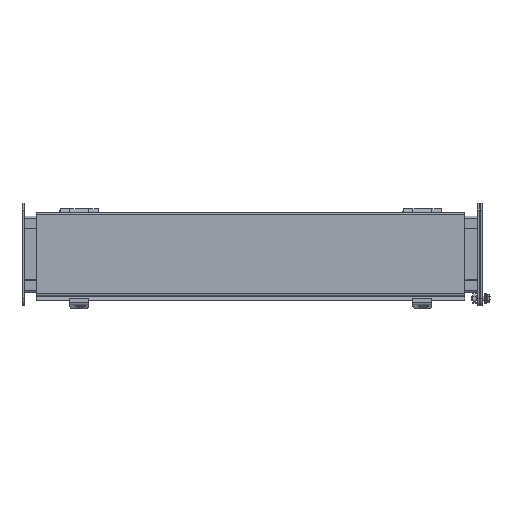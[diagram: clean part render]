
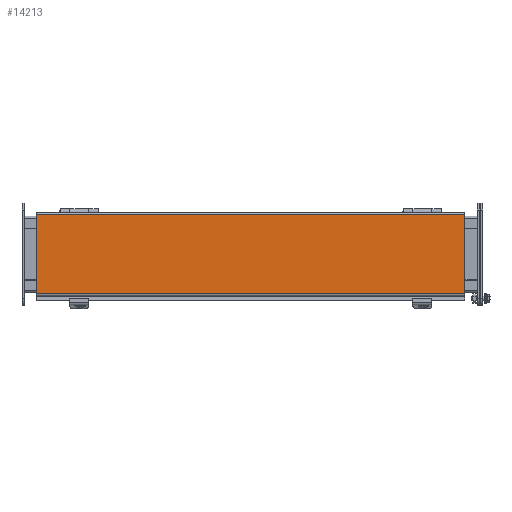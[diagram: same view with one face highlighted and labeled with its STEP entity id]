
A CAD part, top view. The second image highlights one B-rep face of the part: STEP entity #14213.
In plain terms, the highlighted planar face has unit normal (0, 0, 1).
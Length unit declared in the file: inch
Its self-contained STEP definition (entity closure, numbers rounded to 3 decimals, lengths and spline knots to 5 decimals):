
#212 = CARTESIAN_POINT ( 'NONE',  ( -11.234, -2.18743, 4.172 ) ) ;
#1634 = LINE ( 'NONE', #212, #11672 ) ;
#2456 = CARTESIAN_POINT ( 'NONE',  ( -11.234, -2.18743, 4.172 ) ) ;
#2771 = DIRECTION ( 'NONE',  ( -1., 0., 0. ) ) ;
#3022 = CARTESIAN_POINT ( 'NONE',  ( 11.234, 2.07957, 4.172 ) ) ;
#3697 = LINE ( 'NONE', #18099, #14747 ) ;
#4146 = EDGE_LOOP ( 'NONE', ( #18080, #14224, #11267, #13790 ) ) ;
#4178 = LINE ( 'NONE', #16978, #8069 ) ;
#4917 = AXIS2_PLACEMENT_3D ( 'NONE', #2456, #14121, #5556 ) ;
#5556 = DIRECTION ( 'NONE',  ( 1., 0., 0. ) ) ;
#5598 = VERTEX_POINT ( 'NONE', #6971 ) ;
#5602 = CARTESIAN_POINT ( 'NONE',  ( -11.234, 2.07957, 4.172 ) ) ;
#5996 = LINE ( 'NONE', #8893, #6565 ) ;
#6565 = VECTOR ( 'NONE', #16249, 39.37008 ) ;
#6619 = VERTEX_POINT ( 'NONE', #3022 ) ;
#6971 = CARTESIAN_POINT ( 'NONE',  ( 11.234, -2.07943, 4.172 ) ) ;
#8069 = VECTOR ( 'NONE', #2771, 39.37008 ) ;
#8085 = EDGE_CURVE ( 'NONE', #16212, #5598, #3697, .T. ) ;
#8108 = DIRECTION ( 'NONE',  ( 1., 0., 0. ) ) ;
#8893 = CARTESIAN_POINT ( 'NONE',  ( 11.234, -2.18743, 4.172 ) ) ;
#9777 = FACE_OUTER_BOUND ( 'NONE', #4146, .T. ) ;
#10151 = EDGE_CURVE ( 'NONE', #5598, #6619, #5996, .T. ) ;
#10938 = DIRECTION ( 'NONE',  ( 0., -1., 0. ) ) ;
#11219 = EDGE_CURVE ( 'NONE', #6619, #13362, #4178, .T. ) ;
#11267 = ORIENTED_EDGE ( 'NONE', *, *, #10151, .T. ) ;
#11350 = EDGE_CURVE ( 'NONE', #13362, #16212, #1634, .T. ) ;
#11672 = VECTOR ( 'NONE', #10938, 39.37008 ) ;
#13362 = VERTEX_POINT ( 'NONE', #5602 ) ;
#13790 = ORIENTED_EDGE ( 'NONE', *, *, #11219, .T. ) ;
#14028 = PLANE ( 'NONE',  #4917 ) ;
#14121 = DIRECTION ( 'NONE',  ( 0., 0., 1. ) ) ;
#14213 = ADVANCED_FACE ( 'NONE', ( #9777 ), #14028, .T. ) ;
#14224 = ORIENTED_EDGE ( 'NONE', *, *, #8085, .T. ) ;
#14747 = VECTOR ( 'NONE', #8108, 39.37008 ) ;
#16212 = VERTEX_POINT ( 'NONE', #17738 ) ;
#16249 = DIRECTION ( 'NONE',  ( 0., 1., 0. ) ) ;
#16978 = CARTESIAN_POINT ( 'NONE',  ( -11.234, 2.07957, 4.172 ) ) ;
#17738 = CARTESIAN_POINT ( 'NONE',  ( -11.234, -2.07943, 4.172 ) ) ;
#18080 = ORIENTED_EDGE ( 'NONE', *, *, #11350, .T. ) ;
#18099 = CARTESIAN_POINT ( 'NONE',  ( -11.234, -2.07943, 4.172 ) ) ;
